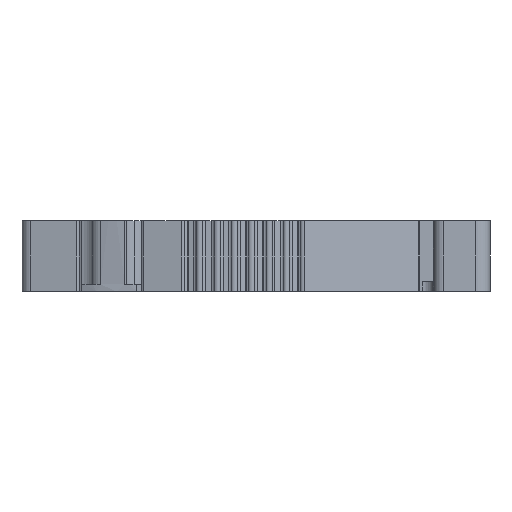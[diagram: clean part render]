
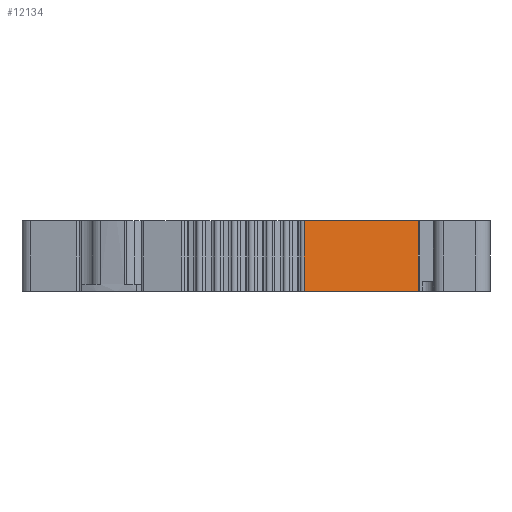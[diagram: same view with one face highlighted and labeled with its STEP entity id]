
A CAD part, left-side view. The second image highlights one B-rep face of the part: STEP entity #12134.
In plain terms, the highlighted planar face has unit normal (-0.976, -0.216, 0).
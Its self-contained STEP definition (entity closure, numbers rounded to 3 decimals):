
#599 = EDGE_LOOP ( 'NONE', ( #11052, #11055, #11063, #11092 ) ) ;
#1564 = CARTESIAN_POINT ( 'NONE',  ( 1909.523, 500.767, -18.2 ) ) ;
#1565 = CARTESIAN_POINT ( 'NONE',  ( 1925.886, 426.959, -2.5 ) ) ;
#1571 = LINE ( 'NONE', #1565, #12357 ) ;
#1576 = LINE ( 'NONE', #1564, #12331 ) ;
#1583 = DIRECTION ( 'NONE',  ( 0.216, -0.976, 0. ) ) ;
#1596 = DIRECTION ( 'NONE',  ( 0., 0., 1. ) ) ;
#2440 = DIRECTION ( 'NONE',  ( 0.216, -0.976, 0. ) ) ;
#2455 = CARTESIAN_POINT ( 'NONE',  ( 1909.767, 499.666, 2.5 ) ) ;
#2462 = LINE ( 'NONE', #2455, #12284 ) ;
#2571 = CARTESIAN_POINT ( 'NONE',  ( 1911.308, 492.717, -50.5 ) ) ;
#2585 = DIRECTION ( 'NONE',  ( 0., 0., 1. ) ) ;
#2592 = LINE ( 'NONE', #2571, #12340 ) ;
#3252 = FACE_OUTER_BOUND ( 'NONE', #599, .T. ) ;
#3253 = DIRECTION ( 'NONE',  ( -0.976, -0.216, 0. ) ) ;
#3254 = PLANE ( 'NONE',  #3660 ) ;
#3255 = CARTESIAN_POINT ( 'NONE',  ( 1909.767, 499.666, -50.5 ) ) ;
#3261 = DIRECTION ( 'NONE',  ( 0.216, -0.976, 0. ) ) ;
#3660 = AXIS2_PLACEMENT_3D ( 'NONE', #3255, #3253, #3261 ) ;
#6750 = CARTESIAN_POINT ( 'NONE',  ( 1909.523, 500.767, 2.5 ) ) ;
#6757 = CARTESIAN_POINT ( 'NONE',  ( 1909.523, 500.767, -2.5 ) ) ;
#6764 = CARTESIAN_POINT ( 'NONE',  ( 1911.308, 492.717, 2.5 ) ) ;
#6789 = CARTESIAN_POINT ( 'NONE',  ( 1911.308, 492.717, -2.5 ) ) ;
#9081 = EDGE_CURVE ( 'NONE', #10686, #10668, #2462, .T. ) ;
#9126 = EDGE_CURVE ( 'NONE', #10654, #10668, #2592, .T. ) ;
#9128 = EDGE_CURVE ( 'NONE', #10697, #10654, #1571, .T. ) ;
#9132 = EDGE_CURVE ( 'NONE', #10697, #10686, #1576, .T. ) ;
#10654 = VERTEX_POINT ( 'NONE', #6789 ) ;
#10668 = VERTEX_POINT ( 'NONE', #6764 ) ;
#10686 = VERTEX_POINT ( 'NONE', #6750 ) ;
#10697 = VERTEX_POINT ( 'NONE', #6757 ) ;
#11052 = ORIENTED_EDGE ( 'NONE', *, *, #9128, .T. ) ;
#11055 = ORIENTED_EDGE ( 'NONE', *, *, #9126, .T. ) ;
#11063 = ORIENTED_EDGE ( 'NONE', *, *, #9081, .F. ) ;
#11092 = ORIENTED_EDGE ( 'NONE', *, *, #9132, .F. ) ;
#12134 = ADVANCED_FACE ( 'NONE', ( #3252 ), #3254, .T. ) ;
#12284 = VECTOR ( 'NONE', #2440, 1000. ) ;
#12331 = VECTOR ( 'NONE', #1596, 1000. ) ;
#12340 = VECTOR ( 'NONE', #2585, 1000. ) ;
#12357 = VECTOR ( 'NONE', #1583, 1000. ) ;
